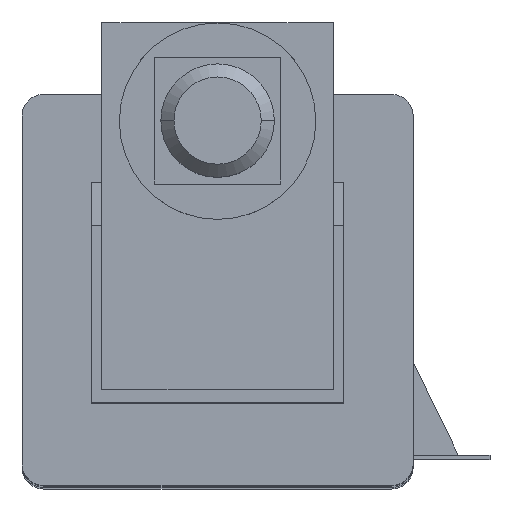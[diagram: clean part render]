
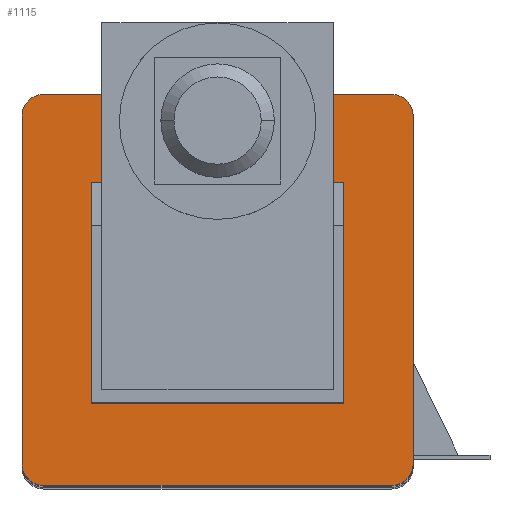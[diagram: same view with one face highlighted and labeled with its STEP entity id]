
A CAD part, top view. The second image highlights one B-rep face of the part: STEP entity #1115.
In plain terms, the highlighted planar face has unit normal (0, 0, 1).
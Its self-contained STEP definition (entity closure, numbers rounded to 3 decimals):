
#37 = EDGE_LOOP ( 'NONE', ( #262, #3094, #405, #701, #999, #574, #266, #3251 ) ) ;
#41 = LINE ( 'NONE', #1835, #1020 ) ;
#46 = EDGE_CURVE ( 'Defeatured_0_0+Defeatured_0_120+Defeatured_0_118+Defeatured_0_115', #4363, #3504, #267, .T. ) ;
#93 = DIRECTION ( 'NONE',  ( 1., 0., 0. ) ) ;
#108 = PLANE ( 'NONE',  #4428 ) ;
#112 = DIRECTION ( 'NONE',  ( -1., 0., 0. ) ) ;
#155 = EDGE_CURVE ( 'Defeatured_0_119+Defeatured_0_0+Defeatured_0_118+Defeatured_0_115', #2270, #4105, #330, .T. ) ;
#202 = VECTOR ( 'NONE', #2686, 1000. ) ;
#209 = DIRECTION ( 'NONE',  ( 0., 1., 0. ) ) ;
#262 = ORIENTED_EDGE ( 'NONE', *, *, #4700, .T. ) ;
#266 = ORIENTED_EDGE ( 'NONE', *, *, #471, .T. ) ;
#267 = LINE ( 'NONE', #4270, #624 ) ;
#330 = LINE ( 'NONE', #2008, #4133 ) ;
#341 = DIRECTION ( 'NONE',  ( 1., 0., 0. ) ) ;
#405 = ORIENTED_EDGE ( 'NONE', *, *, #2700, .T. ) ;
#471 = EDGE_CURVE ( 'Defeatured_0_0+Defeatured_0_81+Defeatured_0_82+Defeatured_0_80', #499, #2117, #3978, .T. ) ;
#476 = EDGE_CURVE ( 'Defeatured_0_0+Defeatured_0_86+Defeatured_0_79+Defeatured_0_85', #891, #1191, #41, .T. ) ;
#499 = VERTEX_POINT ( 'NONE', #1484 ) ;
#574 = ORIENTED_EDGE ( 'NONE', *, *, #576, .T. ) ;
#576 = EDGE_CURVE ( 'Defeatured_0_0+Defeatured_0_82+Defeatured_0_83+Defeatured_0_81', #2194, #499, #3632, .T. ) ;
#624 = VECTOR ( 'NONE', #209, 1000. ) ;
#692 = EDGE_CURVE ( 'Defeatured_0_0+Defeatured_0_80+Defeatured_0_81+Defeatured_0_79', #2117, #4194, #4432, .T. ) ;
#701 = ORIENTED_EDGE ( 'NONE', *, *, #1130, .T. ) ;
#891 = VERTEX_POINT ( 'NONE', #2175 ) ;
#964 = DIRECTION ( 'NONE',  ( 0., 1., 0. ) ) ;
#999 = ORIENTED_EDGE ( 'NONE', *, *, #3129, .T. ) ;
#1020 = VECTOR ( 'NONE', #1859, 1000. ) ;
#1041 = EDGE_LOOP ( 'NONE', ( #4118, #1359, #3918, #2177 ) ) ;
#1044 = AXIS2_PLACEMENT_3D ( 'NONE', #2210, #2557, #341 ) ;
#1056 = AXIS2_PLACEMENT_3D ( 'NONE', #2067, #2085, #3852 ) ;
#1115 = ADVANCED_FACE ( 'Defeatured_0_0', ( #1295, #1774 ), #108, .T. ) ;
#1130 = EDGE_CURVE ( 'Defeatured_0_0+Defeatured_0_84+Defeatured_0_85+Defeatured_0_83', #3691, #4067, #3692, .T. ) ;
#1191 = VERTEX_POINT ( 'NONE', #4528 ) ;
#1295 = FACE_OUTER_BOUND ( 'NONE', #37, .T. ) ;
#1359 = ORIENTED_EDGE ( 'NONE', *, *, #46, .T. ) ;
#1484 = CARTESIAN_POINT ( 'NONE',  ( -398., 448., 4845. ) ) ;
#1592 = CARTESIAN_POINT ( 'NONE',  ( 289., -260., 4845. ) ) ;
#1606 = DIRECTION ( 'NONE',  ( 0., 0., 1. ) ) ;
#1712 = VECTOR ( 'NONE', #2954, 1000. ) ;
#1774 = FACE_BOUND ( 'NONE', #1041, .T. ) ;
#1786 = CARTESIAN_POINT ( 'NONE',  ( 448., 398., 4845. ) ) ;
#1810 = EDGE_CURVE ( 'Defeatured_0_0+Defeatured_0_118+Defeatured_0_119+Defeatured_0_120', #2270, #4363, #3625, .T. ) ;
#1835 = CARTESIAN_POINT ( 'NONE',  ( -398., -448., 4845. ) ) ;
#1843 = VECTOR ( 'NONE', #3140, 1000. ) ;
#1859 = DIRECTION ( 'NONE',  ( 1., 0., 0. ) ) ;
#1878 = LINE ( 'NONE', #2328, #3277 ) ;
#2008 = CARTESIAN_POINT ( 'NONE',  ( 289., 245., 4845. ) ) ;
#2019 = CARTESIAN_POINT ( 'NONE',  ( -448., 398., 4845. ) ) ;
#2067 = CARTESIAN_POINT ( 'NONE',  ( 398., 398., 4845. ) ) ;
#2085 = DIRECTION ( 'NONE',  ( 0., 0., 1. ) ) ;
#2112 = CIRCLE ( 'NONE', #3214, 50. ) ;
#2117 = VERTEX_POINT ( 'NONE', #4499 ) ;
#2142 = AXIS2_PLACEMENT_3D ( 'NONE', #3830, #1606, #4225 ) ;
#2175 = CARTESIAN_POINT ( 'NONE',  ( -398., -448., 4845. ) ) ;
#2177 = ORIENTED_EDGE ( 'NONE', *, *, #155, .F. ) ;
#2194 = VERTEX_POINT ( 'NONE', #2768 ) ;
#2210 = CARTESIAN_POINT ( 'NONE',  ( -398., 398., 4845. ) ) ;
#2251 = EDGE_CURVE ( 'Defeatured_0_115+Defeatured_0_0+Defeatured_0_119+Defeatured_0_120', #4105, #3504, #1878, .T. ) ;
#2270 = VERTEX_POINT ( 'NONE', #3814 ) ;
#2328 = CARTESIAN_POINT ( 'NONE',  ( 289., 245., 4845. ) ) ;
#2340 = CARTESIAN_POINT ( 'NONE',  ( -289., -260., 4845. ) ) ;
#2557 = DIRECTION ( 'NONE',  ( 0., 0., 1. ) ) ;
#2630 = DIRECTION ( 'NONE',  ( -1., 0., 0. ) ) ;
#2686 = DIRECTION ( 'NONE',  ( 0., 1., 0. ) ) ;
#2700 = EDGE_CURVE ( 'Defeatured_0_0+Defeatured_0_85+Defeatured_0_86+Defeatured_0_84', #1191, #3691, #2112, .T. ) ;
#2706 = DIRECTION ( 'NONE',  ( 0., 0., 1. ) ) ;
#2768 = CARTESIAN_POINT ( 'NONE',  ( 398., 448., 4845. ) ) ;
#2904 = CIRCLE ( 'NONE', #2142, 50. ) ;
#2954 = DIRECTION ( 'NONE',  ( -1., 0., 0. ) ) ;
#2997 = CARTESIAN_POINT ( 'NONE',  ( 398., -398., 4845. ) ) ;
#3094 = ORIENTED_EDGE ( 'NONE', *, *, #476, .T. ) ;
#3129 = EDGE_CURVE ( 'Defeatured_0_0+Defeatured_0_83+Defeatured_0_84+Defeatured_0_82', #4067, #2194, #4636, .T. ) ;
#3140 = DIRECTION ( 'NONE',  ( 0., -1., 0. ) ) ;
#3214 = AXIS2_PLACEMENT_3D ( 'NONE', #2997, #4407, #3707 ) ;
#3251 = ORIENTED_EDGE ( 'NONE', *, *, #692, .T. ) ;
#3277 = VECTOR ( 'NONE', #112, 1000. ) ;
#3364 = CARTESIAN_POINT ( 'NONE',  ( 398., 448., 4845. ) ) ;
#3504 = VERTEX_POINT ( 'NONE', #4013 ) ;
#3625 = LINE ( 'NONE', #1592, #1712 ) ;
#3632 = LINE ( 'NONE', #3364, #4477 ) ;
#3684 = CARTESIAN_POINT ( 'NONE',  ( 289., 245., 4845. ) ) ;
#3691 = VERTEX_POINT ( 'NONE', #3745 ) ;
#3692 = LINE ( 'NONE', #3778, #202 ) ;
#3707 = DIRECTION ( 'NONE',  ( 1., 0., 0. ) ) ;
#3724 = CARTESIAN_POINT ( 'NONE',  ( -448., -398., 4845. ) ) ;
#3745 = CARTESIAN_POINT ( 'NONE',  ( 448., -398., 4845. ) ) ;
#3778 = CARTESIAN_POINT ( 'NONE',  ( 448., -398., 4845. ) ) ;
#3814 = CARTESIAN_POINT ( 'NONE',  ( 289., -260., 4845. ) ) ;
#3830 = CARTESIAN_POINT ( 'NONE',  ( -398., -398., 4845. ) ) ;
#3852 = DIRECTION ( 'NONE',  ( 1., 0., 0. ) ) ;
#3918 = ORIENTED_EDGE ( 'NONE', *, *, #2251, .F. ) ;
#3978 = CIRCLE ( 'NONE', #1044, 50. ) ;
#4013 = CARTESIAN_POINT ( 'NONE',  ( -289., 245., 4845. ) ) ;
#4067 = VERTEX_POINT ( 'NONE', #1786 ) ;
#4105 = VERTEX_POINT ( 'NONE', #3684 ) ;
#4118 = ORIENTED_EDGE ( 'NONE', *, *, #1810, .T. ) ;
#4133 = VECTOR ( 'NONE', #964, 1000. ) ;
#4165 = CARTESIAN_POINT ( 'NONE',  ( 0., 0., 4845. ) ) ;
#4194 = VERTEX_POINT ( 'NONE', #3724 ) ;
#4225 = DIRECTION ( 'NONE',  ( 1., 0., 0. ) ) ;
#4270 = CARTESIAN_POINT ( 'NONE',  ( -289., 245., 4845. ) ) ;
#4363 = VERTEX_POINT ( 'NONE', #2340 ) ;
#4407 = DIRECTION ( 'NONE',  ( 0., 0., 1. ) ) ;
#4428 = AXIS2_PLACEMENT_3D ( 'NONE', #4165, #2706, #93 ) ;
#4432 = LINE ( 'NONE', #2019, #1843 ) ;
#4477 = VECTOR ( 'NONE', #2630, 1000. ) ;
#4499 = CARTESIAN_POINT ( 'NONE',  ( -448., 398., 4845. ) ) ;
#4528 = CARTESIAN_POINT ( 'NONE',  ( 398., -448., 4845. ) ) ;
#4636 = CIRCLE ( 'NONE', #1056, 50. ) ;
#4700 = EDGE_CURVE ( 'Defeatured_0_0+Defeatured_0_79+Defeatured_0_80+Defeatured_0_86', #4194, #891, #2904, .T. ) ;
